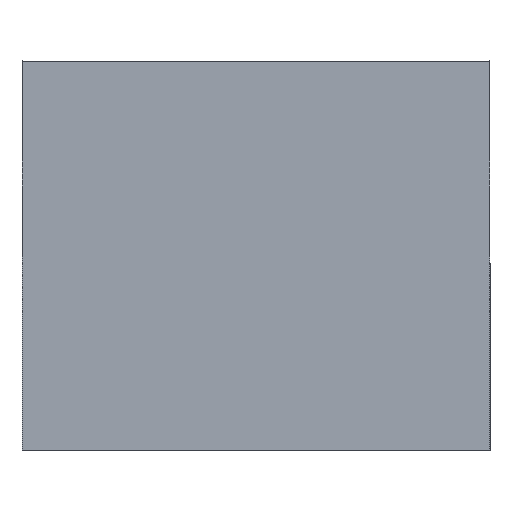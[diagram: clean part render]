
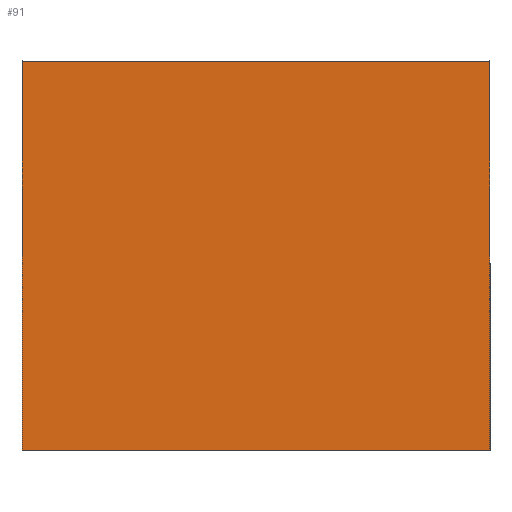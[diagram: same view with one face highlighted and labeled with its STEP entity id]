
A CAD part, left-side view. The second image highlights one B-rep face of the part: STEP entity #91.
In plain terms, the highlighted planar face has unit normal (-1, 0, 0).
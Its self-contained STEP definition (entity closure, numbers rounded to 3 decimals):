
#91=ADVANCED_FACE('',(#183),#184,.T.);
#183=FACE_OUTER_BOUND('',#271,.T.);
#184=PLANE('',#272);
#271=EDGE_LOOP('',(#467,#468,#469,#470));
#272=AXIS2_PLACEMENT_3D('',#471,#472,#473);
#467=ORIENTED_EDGE('',*,*,#552,.F.);
#468=ORIENTED_EDGE('',*,*,#534,.F.);
#469=ORIENTED_EDGE('',*,*,#548,.F.);
#470=ORIENTED_EDGE('',*,*,#570,.T.);
#471=CARTESIAN_POINT('',(-38.448,158.704,12.0));
#472=DIRECTION('',(-1.0,0.0,0.0));
#473=DIRECTION('',(0.0,0.0,1.0));
#534=EDGE_CURVE('',#635,#630,#637,.T.);
#548=EDGE_CURVE('',#659,#635,#661,.T.);
#552=EDGE_CURVE('',#630,#665,#666,.T.);
#570=EDGE_CURVE('',#659,#665,#689,.T.);
#630=VERTEX_POINT('',#761);
#635=VERTEX_POINT('',#768);
#637=LINE('',#771,#772);
#659=VERTEX_POINT('',#799);
#661=LINE('',#802,#803);
#665=VERTEX_POINT('',#809);
#666=LINE('',#810,#811);
#689=LINE('',#844,#845);
#761=CARTESIAN_POINT('',(-38.448,188.704,0.0));
#768=CARTESIAN_POINT('',(-38.448,158.704,0.0));
#771=CARTESIAN_POINT('',(-38.448,158.704,0.0));
#772=VECTOR('',#918,1.0);
#799=CARTESIAN_POINT('',(-38.448,158.704,25.0));
#802=CARTESIAN_POINT('',(-38.448,158.704,12.0));
#803=VECTOR('',#940,1.0);
#809=CARTESIAN_POINT('',(-38.448,188.704,25.0));
#810=CARTESIAN_POINT('',(-38.448,188.704,12.0));
#811=VECTOR('',#943,1.0);
#844=CARTESIAN_POINT('',(-38.448,158.704,25.0));
#845=VECTOR('',#960,1.0);
#918=DIRECTION('',(0.0,1.0,0.0));
#940=DIRECTION('',(0.0,0.0,-1.0));
#943=DIRECTION('',(0.0,0.0,1.0));
#960=DIRECTION('',(0.0,1.0,0.0));
